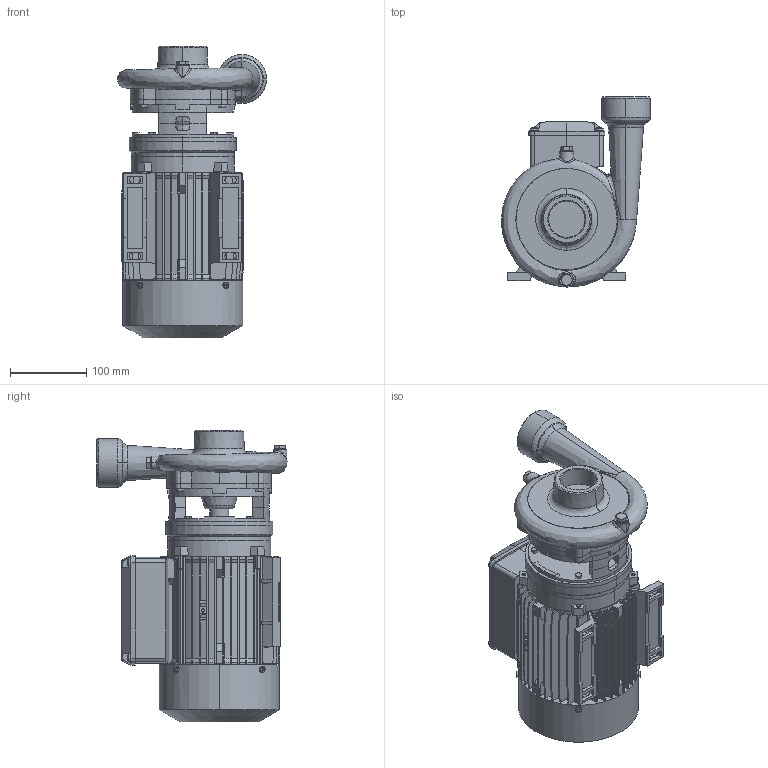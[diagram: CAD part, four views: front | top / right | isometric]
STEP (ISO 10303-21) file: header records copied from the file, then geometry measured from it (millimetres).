
FILE_DESCRIPTION (( 'STEP AP214' ), '1' );
FILE_NAME ('4_93_476_07_REV00.step', '2022-07-22T13:01:56', ( '' ), ( '' ), 'SwSTEP 2.0', 'SolidWorks 2020', '' );
FILE_SCHEMA (( 'AUTOMOTIVE_DESIGN' ));
Length unit declared in the file: millimetre
Products named in the file (1): 4_93_476_07_REV00
Bounding box: 194.84 x 248.69 x 382 mm (x, y, z)
Volume: 6199937.2 mm3; surface area: 514166.6 mm2
Topology: 1 solids, 1 shells, 1370 faces, 3742 edges, 2439 vertices
Faces by surface type: plane 916, cone 200, cylinder 166, bspline 70, sphere 16, torus 2
Entity records: 94584 total; most frequent: CARTESIAN_POINT 61462, ORIENTED_EDGE 7470, DIRECTION 5908, EDGE_CURVE 3735, VERTEX_POINT 2439, VECTOR 2342, LINE 2342, AXIS2_PLACEMENT_3D 1783
